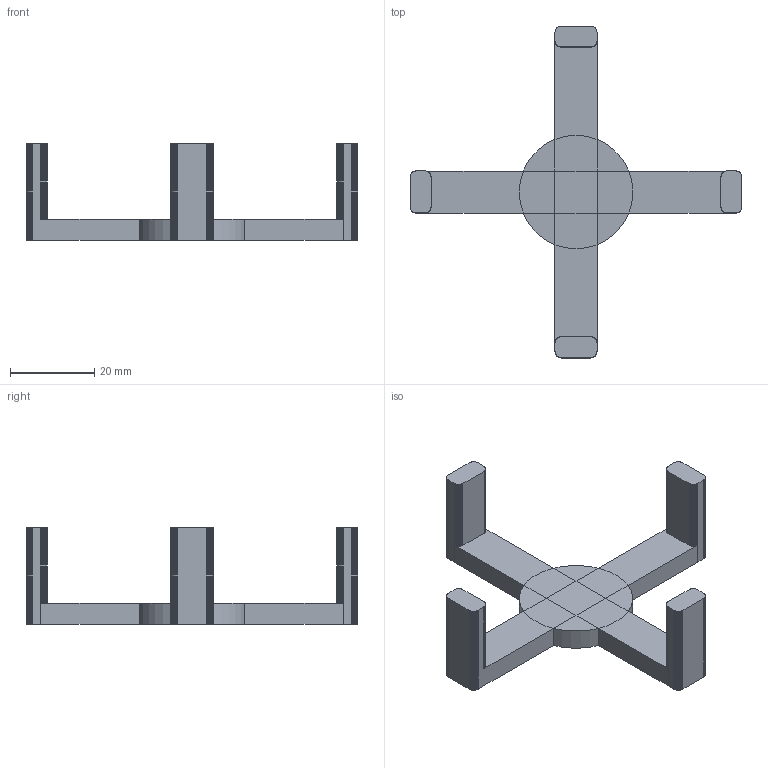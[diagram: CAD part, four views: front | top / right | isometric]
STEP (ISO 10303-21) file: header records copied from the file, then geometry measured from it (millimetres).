
FILE_DESCRIPTION(('FreeCAD Model'),'2;1');
FILE_NAME('Open CASCADE Shape Model','2024-01-10T22:26:16',(''),(''), 'Open CASCADE STEP processor 7.6','FreeCAD','Unknown');
FILE_SCHEMA(('AUTOMOTIVE_DESIGN { 1 0 10303 214 1 1 1 1 }'));
Length unit declared in the file: millimetre
Products named in the file (1): difference
Bounding box: 79 x 79 x 23 mm (x, y, z)
Volume: 11182 mm3; surface area: 7016.9 mm2
Topology: 1 solids, 1 shells, 460 faces, 1513 edges, 1056 vertices
Faces by surface type: plane 451, cylinder 9
Full cylindrical faces by diameter (mm): 4.4 x4, 5.6 x1
Entity records: 35767 total; most frequent: CARTESIAN_POINT 6606, DIRECTION 5060, LINE 4017, VECTOR 4017, ORIENTED_EDGE 3026, PCURVE 3026, DEFINITIONAL_REPRESENTATION 3026, EDGE_CURVE 1513
